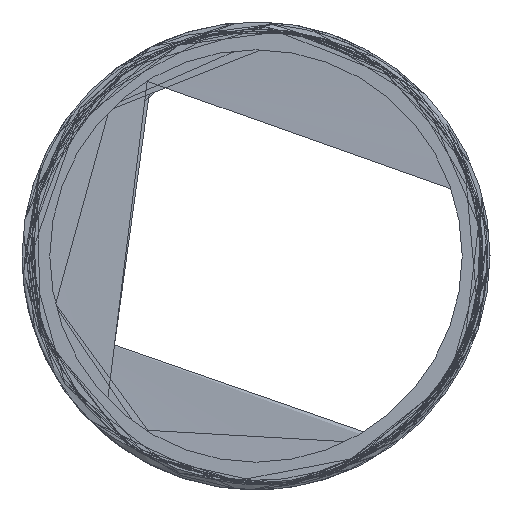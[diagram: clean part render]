
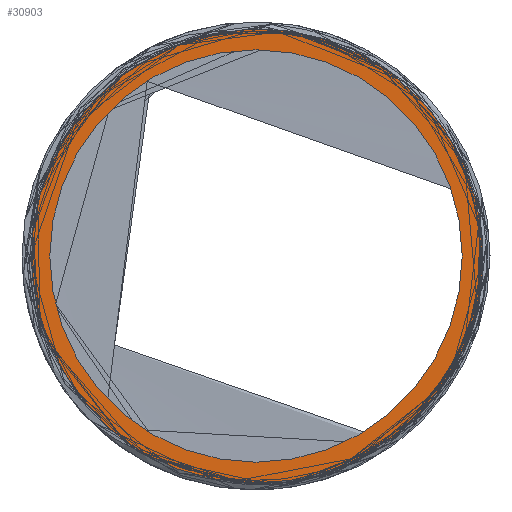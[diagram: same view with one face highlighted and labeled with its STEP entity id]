
A CAD part, left-side view. The second image highlights one B-rep face of the part: STEP entity #30903.
In plain terms, the highlighted planar face has unit normal (-1, 0, 0).
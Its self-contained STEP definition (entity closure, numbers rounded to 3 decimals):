
#147 = CARTESIAN_POINT ( 'NONE',  ( -15., 10.437, 12.367 ) ) ;
#150 = DIRECTION ( 'NONE',  ( 0., 1., 0. ) ) ;
#1102 = ORIENTED_EDGE ( 'NONE', *, *, #29793, .F. ) ;
#1120 = EDGE_CURVE ( 'NONE', #26730, #6613, #7060, .T. ) ;
#1445 = CARTESIAN_POINT ( 'NONE',  ( -15., 5.812, 15.175 ) ) ;
#2385 = AXIS2_PLACEMENT_3D ( 'NONE', #8463, #11178, #32075 ) ;
#2467 = CARTESIAN_POINT ( 'NONE',  ( -15., 16.156, -1.303 ) ) ;
#2610 = VERTEX_POINT ( 'NONE', #32102 ) ;
#2615 = EDGE_CURVE ( 'NONE', #2610, #26730, #14712, .T. ) ;
#2661 = CARTESIAN_POINT ( 'NONE',  ( -15., 11.617, 11.303 ) ) ;
#2881 = CARTESIAN_POINT ( 'NONE',  ( -15., 8.135, -14.183 ) ) ;
#3044 = CARTESIAN_POINT ( 'NONE',  ( -15., 15.822, -3.397 ) ) ;
#5406 = EDGE_CURVE ( 'NONE', #6613, #10540, #27406, .T. ) ;
#5497 = ORIENTED_EDGE ( 'NONE', *, *, #5406, .F. ) ;
#5553 = CARTESIAN_POINT ( 'NONE',  ( -15., 14.425, -7.392 ) ) ;
#5753 = FACE_BOUND ( 'NONE', #36571, .T. ) ;
#5778 = CARTESIAN_POINT ( 'NONE',  ( -15., 8.725, -13.827 ) ) ;
#5931 = CARTESIAN_POINT ( 'NONE',  ( -15., 16.206, -0.239 ) ) ;
#6613 = VERTEX_POINT ( 'NONE', #34163 ) ;
#6790 = EDGE_CURVE ( 'NONE', #10744, #22019, #24060, .T. ) ;
#7060 = B_SPLINE_CURVE_WITH_KNOTS ( 'NONE', 3,
 ( #35737, #5553, #35352, #17372, #11937, #3044, #38254, #2467, #5931, #11745, #29551, #14839, #26655, #23568, #31876, #23182, #2661, #147, #32629, #23761, #17942, #35547 ),
 .UNSPECIFIED., .F., .F.,
 ( 4, 2, 2, 2, 2, 2, 2, 2, 2, 2, 4 ),
 ( 0., 0.003, 0.005, 0.006, 0.01, 0.013, 0.016, 0.019, 0.022, 0.024, 0.025 ),
 .UNSPECIFIED. ) ;
#7145 = ORIENTED_EDGE ( 'NONE', *, *, #1120, .F. ) ;
#7225 = CARTESIAN_POINT ( 'NONE',  ( -15., 5.169, 15.421 ) ) ;
#8031 = DIRECTION ( 'NONE',  ( -1., 0., 0. ) ) ;
#8463 = CARTESIAN_POINT ( 'NONE',  ( -15., 0., 0. ) ) ;
#8657 = CARTESIAN_POINT ( 'NONE',  ( -15., 14.85, 0. ) ) ;
#10326 = CARTESIAN_POINT ( 'NONE',  ( -15., 1.14, 16.311 ) ) ;
#10540 = VERTEX_POINT ( 'NONE', #34153 ) ;
#10744 = VERTEX_POINT ( 'NONE', #11294 ) ;
#11178 = DIRECTION ( 'NONE',  ( -1., 0., 0. ) ) ;
#11294 = CARTESIAN_POINT ( 'NONE',  ( -15., 14.85, 0. ) ) ;
#11540 = ORIENTED_EDGE ( 'NONE', *, *, #20592, .T. ) ;
#11689 = AXIS2_PLACEMENT_3D ( 'NONE', #22949, #8031, #20428 ) ;
#11745 = CARTESIAN_POINT ( 'NONE',  ( -15., 16.099, 1.876 ) ) ;
#11748 = DIRECTION ( 'NONE',  ( 1., 0., 0. ) ) ;
#11937 = CARTESIAN_POINT ( 'NONE',  ( -15., 15.566, -4.424 ) ) ;
#14299 = CARTESIAN_POINT ( 'NONE',  ( -15., 10.894, -12.095 ) ) ;
#14673 = CARTESIAN_POINT ( 'NONE',  ( -15., 11.144, -11.854 ) ) ;
#14712 = B_SPLINE_CURVE_WITH_KNOTS ( 'NONE', 3,
 ( #2881, #5778, #20512, #28816, #20136, #14299, #14673, #29584, #35383, #14870 ),
 .UNSPECIFIED., .F., .F.,
 ( 4, 2, 2, 2, 4 ),
 ( 0.024, 0.026, 0.027, 0.028, 0.032 ),
 .UNSPECIFIED. ) ;
#14839 = CARTESIAN_POINT ( 'NONE',  ( -15., 15.422, 4.986 ) ) ;
#14870 = CARTESIAN_POINT ( 'NONE',  ( -15., 13.88, -8.303 ) ) ;
#17372 = CARTESIAN_POINT ( 'NONE',  ( -15., 15.412, -4.931 ) ) ;
#17942 = CARTESIAN_POINT ( 'NONE',  ( -15., 8.731, 13.625 ) ) ;
#19050 = CARTESIAN_POINT ( 'NONE',  ( -15., 3.86, 15.83 ) ) ;
#20136 = CARTESIAN_POINT ( 'NONE',  ( -15., 10.376, -12.562 ) ) ;
#20253 = CIRCLE ( 'NONE', #2385, 16.35 ) ;
#20428 = DIRECTION ( 'NONE',  ( 0., -1., 0. ) ) ;
#20512 = CARTESIAN_POINT ( 'NONE',  ( -15., 9.292, -13.434 ) ) ;
#20592 = EDGE_CURVE ( 'NONE', #2610, #10540, #20253, .T. ) ;
#20618 = ORIENTED_EDGE ( 'NONE', *, *, #6790, .F. ) ;
#20681 = PLANE ( 'NONE',  #35878 ) ;
#21189 = CARTESIAN_POINT ( 'NONE',  ( -15., -14.85, 0. ) ) ;
#21764 = CARTESIAN_POINT ( 'NONE',  ( -15., 0.452, 16.344 ) ) ;
#22019 = VERTEX_POINT ( 'NONE', #21189 ) ;
#22145 = CARTESIAN_POINT ( 'NONE',  ( -15., 3.193, 15.993 ) ) ;
#22949 = CARTESIAN_POINT ( 'NONE',  ( -15., 0., 0. ) ) ;
#22956 = DIRECTION ( 'NONE',  ( 0., -1., 0. ) ) ;
#23137 = CARTESIAN_POINT ( 'NONE',  ( -15., 0., 0. ) ) ;
#23182 = CARTESIAN_POINT ( 'NONE',  ( -15., 12.334, 10.515 ) ) ;
#23379 = FACE_OUTER_BOUND ( 'NONE', #27583, .T. ) ;
#23568 = CARTESIAN_POINT ( 'NONE',  ( -15., 14.152, 7.901 ) ) ;
#23761 = CARTESIAN_POINT ( 'NONE',  ( -15., 9.172, 13.332 ) ) ;
#24060 = CIRCLE ( 'NONE', #11689, 14.85 ) ;
#24151 = CIRCLE ( 'NONE', #26600, 14.85 ) ;
#25844 = DIRECTION ( 'NONE',  ( -1., 0., 0. ) ) ;
#26600 = AXIS2_PLACEMENT_3D ( 'NONE', #23137, #25844, #22956 ) ;
#26655 = CARTESIAN_POINT ( 'NONE',  ( -15., 15.061, 5.989 ) ) ;
#26730 = VERTEX_POINT ( 'NONE', #29797 ) ;
#27406 = B_SPLINE_CURVE_WITH_KNOTS ( 'NONE', 3,
 ( #36451, #33741, #36267, #1445, #7225, #19050, #22145, #30844, #10326, #21764 ),
 .UNSPECIFIED., .F., .F.,
 ( 4, 2, 2, 2, 4 ),
 ( 0., 0.002, 0.004, 0.006, 0.008 ),
 .UNSPECIFIED. ) ;
#27583 = EDGE_LOOP ( 'NONE', ( #5497, #7145, #35586, #11540 ) ) ;
#28816 = CARTESIAN_POINT ( 'NONE',  ( -15., 10.109, -12.787 ) ) ;
#29551 = CARTESIAN_POINT ( 'NONE',  ( -15., 15.94, 2.933 ) ) ;
#29584 = CARTESIAN_POINT ( 'NONE',  ( -15., 12.353, -10.617 ) ) ;
#29793 = EDGE_CURVE ( 'NONE', #22019, #10744, #24151, .T. ) ;
#29797 = CARTESIAN_POINT ( 'NONE',  ( -15., 13.88, -8.303 ) ) ;
#30844 = CARTESIAN_POINT ( 'NONE',  ( -15., 1.835, 16.234 ) ) ;
#30903 = ADVANCED_FACE ( 'NONE', ( #5753, #23379 ), #20681, .F. ) ;
#31876 = CARTESIAN_POINT ( 'NONE',  ( -15., 13.6, 8.817 ) ) ;
#32075 = DIRECTION ( 'NONE',  ( 0., -1., 0. ) ) ;
#32102 = CARTESIAN_POINT ( 'NONE',  ( -15., 8.135, -14.183 ) ) ;
#32629 = CARTESIAN_POINT ( 'NONE',  ( -15., 10.025, 12.703 ) ) ;
#33741 = CARTESIAN_POINT ( 'NONE',  ( -15., 7.685, 14.265 ) ) ;
#34153 = CARTESIAN_POINT ( 'NONE',  ( -15., 0.452, 16.344 ) ) ;
#34163 = CARTESIAN_POINT ( 'NONE',  ( -15., 8.275, 13.896 ) ) ;
#35352 = CARTESIAN_POINT ( 'NONE',  ( -15., 14.878, -6.431 ) ) ;
#35383 = CARTESIAN_POINT ( 'NONE',  ( -15., 13.185, -9.516 ) ) ;
#35547 = CARTESIAN_POINT ( 'NONE',  ( -15., 8.275, 13.896 ) ) ;
#35586 = ORIENTED_EDGE ( 'NONE', *, *, #2615, .F. ) ;
#35737 = CARTESIAN_POINT ( 'NONE',  ( -15., 13.88, -8.303 ) ) ;
#35878 = AXIS2_PLACEMENT_3D ( 'NONE', #8657, #11748, #150 ) ;
#36267 = CARTESIAN_POINT ( 'NONE',  ( -15., 7.072, 14.596 ) ) ;
#36451 = CARTESIAN_POINT ( 'NONE',  ( -15., 8.275, 13.896 ) ) ;
#36571 = EDGE_LOOP ( 'NONE', ( #1102, #20618 ) ) ;
#38254 = CARTESIAN_POINT ( 'NONE',  ( -15., 15.925, -2.875 ) ) ;
